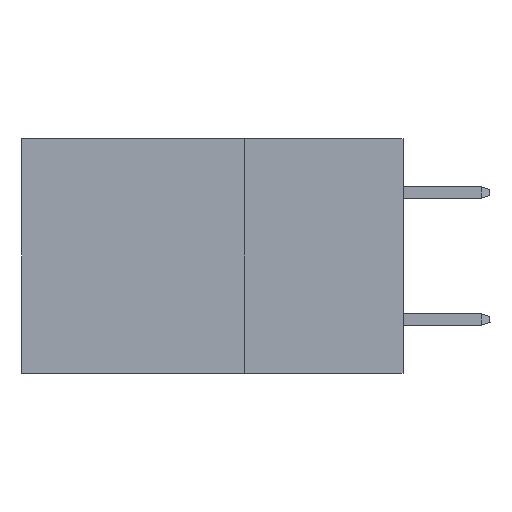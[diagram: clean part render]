
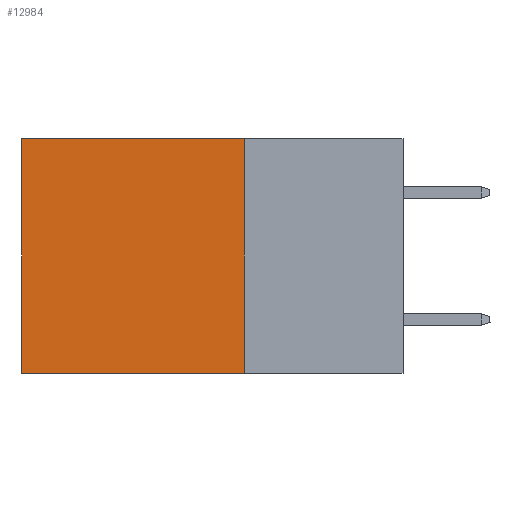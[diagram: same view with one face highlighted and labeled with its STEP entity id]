
A CAD part, left-side view. The second image highlights one B-rep face of the part: STEP entity #12984.
In plain terms, the highlighted planar face has unit normal (-1, 0, 0).
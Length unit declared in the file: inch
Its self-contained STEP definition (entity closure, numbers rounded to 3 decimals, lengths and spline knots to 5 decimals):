
#731 = DIRECTION ( 'NONE',  ( 0., 0., -1. ) ) ;
#1585 = VECTOR ( 'NONE', #731, 39.37008 ) ;
#1596 = CARTESIAN_POINT ( 'NONE',  ( 0.2875, 0.25, 0. ) ) ;
#2218 = CARTESIAN_POINT ( 'NONE',  ( 0.2875, 0.25, 0. ) ) ;
#2486 = VERTEX_POINT ( 'NONE', #13549 ) ;
#3085 = VERTEX_POINT ( 'NONE', #22126 ) ;
#3783 = VERTEX_POINT ( 'NONE', #18169 ) ;
#3837 = EDGE_CURVE ( 'NONE', #2486, #3783, #6327, .T. ) ;
#3887 = VECTOR ( 'NONE', #6531, 39.37008 ) ;
#4186 = CARTESIAN_POINT ( 'NONE',  ( 0.2875, 0.25, -0.37 ) ) ;
#4258 = VECTOR ( 'NONE', #11965, 39.37008 ) ;
#6327 = LINE ( 'NONE', #12183, #1585 ) ;
#6531 = DIRECTION ( 'NONE',  ( 0., 1., 0. ) ) ;
#8054 = LINE ( 'NONE', #2218, #9932 ) ;
#9461 = DIRECTION ( 'NONE',  ( 1., 0., 0. ) ) ;
#9932 = VECTOR ( 'NONE', #13673, 39.37008 ) ;
#10324 = ORIENTED_EDGE ( 'NONE', *, *, #22210, .F. ) ;
#11138 = AXIS2_PLACEMENT_3D ( 'NONE', #1596, #9461, #13422 ) ;
#11382 = PLANE ( 'NONE',  #11138 ) ;
#11586 = LINE ( 'NONE', #4186, #4258 ) ;
#11965 = DIRECTION ( 'NONE',  ( 0., 1., 0. ) ) ;
#12183 = CARTESIAN_POINT ( 'NONE',  ( 0.2875, 0.6, 0. ) ) ;
#12984 = ADVANCED_FACE ( 'NONE', ( #23463 ), #11382, .F. ) ;
#13422 = DIRECTION ( 'NONE',  ( 0., 0., -1. ) ) ;
#13549 = CARTESIAN_POINT ( 'NONE',  ( 0.2875, 0.6, 0. ) ) ;
#13673 = DIRECTION ( 'NONE',  ( 0., 0., -1. ) ) ;
#14417 = ORIENTED_EDGE ( 'NONE', *, *, #21456, .T. ) ;
#16578 = ORIENTED_EDGE ( 'NONE', *, *, #20186, .F. ) ;
#18169 = CARTESIAN_POINT ( 'NONE',  ( 0.2875, 0.6, -0.37 ) ) ;
#18357 = EDGE_LOOP ( 'NONE', ( #24633, #10324, #16578, #14417 ) ) ;
#19194 = VERTEX_POINT ( 'NONE', #23438 ) ;
#20025 = LINE ( 'NONE', #22191, #3887 ) ;
#20186 = EDGE_CURVE ( 'NONE', #3085, #19194, #8054, .T. ) ;
#21456 = EDGE_CURVE ( 'NONE', #3085, #2486, #20025, .T. ) ;
#22126 = CARTESIAN_POINT ( 'NONE',  ( 0.2875, 0.25, 0. ) ) ;
#22191 = CARTESIAN_POINT ( 'NONE',  ( 0.2875, 0.25, 0. ) ) ;
#22210 = EDGE_CURVE ( 'NONE', #19194, #3783, #11586, .T. ) ;
#23438 = CARTESIAN_POINT ( 'NONE',  ( 0.2875, 0.25, -0.37 ) ) ;
#23463 = FACE_OUTER_BOUND ( 'NONE', #18357, .T. ) ;
#24633 = ORIENTED_EDGE ( 'NONE', *, *, #3837, .T. ) ;
